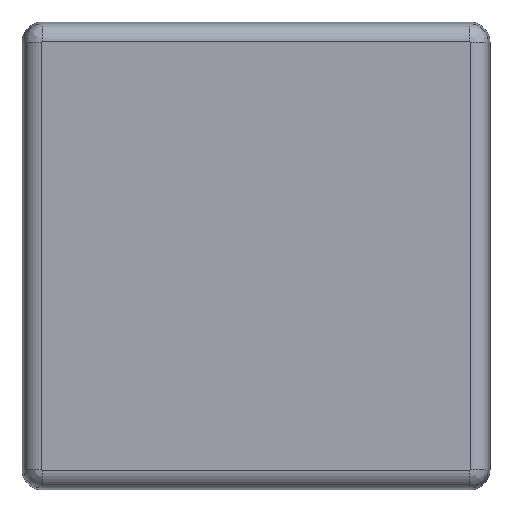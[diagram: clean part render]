
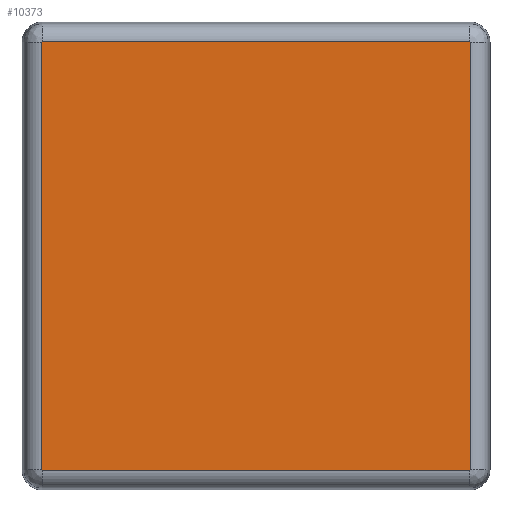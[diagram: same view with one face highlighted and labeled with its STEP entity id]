
A CAD part, front view. The second image highlights one B-rep face of the part: STEP entity #10373.
In plain terms, the highlighted planar face has unit normal (0, -1, 0).
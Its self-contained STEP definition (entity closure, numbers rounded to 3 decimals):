
#414=CIRCLE('',#11040,0.159);
#430=CIRCLE('',#11076,0.159);
#449=CIRCLE('',#11120,0.159);
#466=CIRCLE('',#11156,0.159);
#1505=FACE_OUTER_BOUND('',#2166,.T.);
#2166=EDGE_LOOP('',(#8603,#8604,#8605,#8606,#8607,#8608,#8609,#8610));
#3005=LINE('',#18348,#3880);
#3016=LINE('',#18533,#3891);
#3025=LINE('',#18724,#3900);
#3028=LINE('',#18746,#3903);
#3880=VECTOR('',#13084,10.);
#3891=VECTOR('',#13165,10.);
#3900=VECTOR('',#13246,10.);
#3903=VECTOR('',#13265,10.);
#4735=VERTEX_POINT('',#18146);
#4736=VERTEX_POINT('',#18148);
#4748=VERTEX_POINT('',#18342);
#4749=VERTEX_POINT('',#18344);
#4761=VERTEX_POINT('',#18531);
#4763=VERTEX_POINT('',#18552);
#4771=VERTEX_POINT('',#18723);
#4773=VERTEX_POINT('',#18742);
#5995=EDGE_CURVE('',#4736,#4735,#414,.T.);
#6025=EDGE_CURVE('',#4749,#4748,#430,.T.);
#6027=EDGE_CURVE('',#4748,#4735,#3005,.T.);
#6057=EDGE_CURVE('',#4736,#4761,#3016,.T.);
#6063=EDGE_CURVE('',#4761,#4763,#449,.T.);
#6084=EDGE_CURVE('',#4749,#4771,#3025,.T.);
#6090=EDGE_CURVE('',#4771,#4773,#466,.T.);
#6091=EDGE_CURVE('',#4773,#4763,#3028,.T.);
#8603=ORIENTED_EDGE('',*,*,#6084,.F.);
#8604=ORIENTED_EDGE('',*,*,#6025,.T.);
#8605=ORIENTED_EDGE('',*,*,#6027,.T.);
#8606=ORIENTED_EDGE('',*,*,#5995,.F.);
#8607=ORIENTED_EDGE('',*,*,#6057,.T.);
#8608=ORIENTED_EDGE('',*,*,#6063,.T.);
#8609=ORIENTED_EDGE('',*,*,#6091,.F.);
#8610=ORIENTED_EDGE('',*,*,#6090,.F.);
#9878=PLANE('',#11159);
#10373=ADVANCED_FACE('',(#1505),#9878,.F.);
#11040=AXIS2_PLACEMENT_3D('',#18150,#12996,#12997);
#11076=AXIS2_PLACEMENT_3D('',#18345,#13078,#13079);
#11120=AXIS2_PLACEMENT_3D('',#18554,#13181,#13182);
#11156=AXIS2_PLACEMENT_3D('',#18744,#13261,#13262);
#11159=AXIS2_PLACEMENT_3D('',#18749,#13269,#13270);
#12996=DIRECTION('center_axis',(0.,1.,0.));
#12997=DIRECTION('ref_axis',(0.707,0.,0.707));
#13078=DIRECTION('center_axis',(0.,-1.,0.));
#13079=DIRECTION('ref_axis',(0.707,0.,-0.707));
#13084=DIRECTION('',(0.,0.,1.));
#13165=DIRECTION('',(-1.,0.,0.));
#13181=DIRECTION('center_axis',(0.,-1.,0.));
#13182=DIRECTION('ref_axis',(-0.707,0.,0.707));
#13246=DIRECTION('',(-1.,0.,0.));
#13261=DIRECTION('center_axis',(0.,1.,0.));
#13262=DIRECTION('ref_axis',(-0.707,0.,-0.707));
#13265=DIRECTION('',(0.,0.,1.));
#13269=DIRECTION('center_axis',(0.,1.,0.));
#13270=DIRECTION('ref_axis',(0.,0.,1.));
#18146=CARTESIAN_POINT('',(36.659,0.,36.5));
#18148=CARTESIAN_POINT('',(36.5,0.,36.659));
#18150=CARTESIAN_POINT('Origin',(36.5,0.,36.5));
#18342=CARTESIAN_POINT('',(36.659,0.,-36.5));
#18344=CARTESIAN_POINT('',(36.5,0.,-36.659));
#18345=CARTESIAN_POINT('Origin',(36.5,0.,-36.5));
#18348=CARTESIAN_POINT('',(36.659,0.,-28.25));
#18531=CARTESIAN_POINT('',(-36.5,0.,36.659));
#18533=CARTESIAN_POINT('',(-10.,0.,36.659));
#18552=CARTESIAN_POINT('',(-36.659,0.,36.5));
#18554=CARTESIAN_POINT('Origin',(-36.5,0.,36.5));
#18723=CARTESIAN_POINT('',(-36.5,0.,-36.659));
#18724=CARTESIAN_POINT('',(-10.,0.,-36.659));
#18742=CARTESIAN_POINT('',(-36.659,0.,-36.5));
#18744=CARTESIAN_POINT('Origin',(-36.5,0.,-36.5));
#18746=CARTESIAN_POINT('',(-36.659,0.,-28.25));
#18749=CARTESIAN_POINT('Origin',(-20.,0.,-20.));
